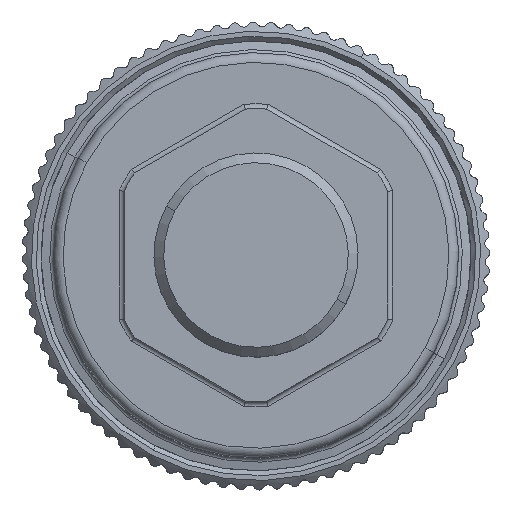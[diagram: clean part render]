
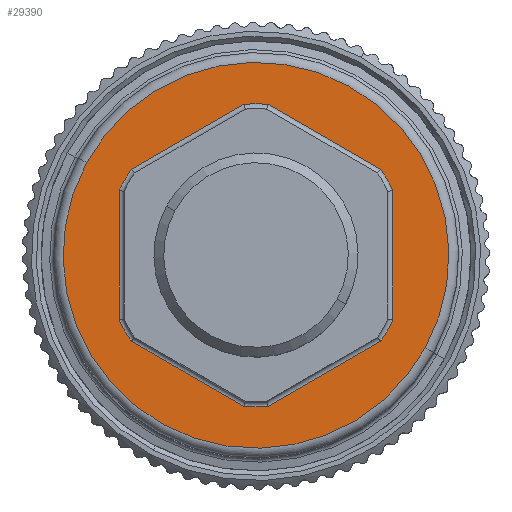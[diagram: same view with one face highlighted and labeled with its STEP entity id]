
A CAD part, top view. The second image highlights one B-rep face of the part: STEP entity #29390.
In plain terms, the highlighted planar face has unit normal (0, 0, 1).
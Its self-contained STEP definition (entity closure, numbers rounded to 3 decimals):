
#29241=CARTESIAN_POINT('Vertex',(-20.554,40.944,-11.065)) ;
#29244=CARTESIAN_POINT('Axis2P3D Location',(-37.886,50.413,-11.065)) ;
#29248=CARTESIAN_POINT('Vertex',(-55.219,59.882,-11.065)) ;
#29263=CARTESIAN_POINT('Axis2P3D Location',(-37.886,50.413,-11.065)) ;
#29275=CARTESIAN_POINT('Axis2P3D Location',(-52.886,50.413,-11.065)) ;
#29284=CARTESIAN_POINT('Axis2P3D Location',(-37.886,50.413,-11.065)) ;
#29288=CARTESIAN_POINT('Vertex',(-25.126,41.615,-11.065)) ;
#29290=CARTESIAN_POINT('Vertex',(-23.886,43.761,-11.065)) ;
#29293=CARTESIAN_POINT('Line Origine',(-30.886,38.289,-11.065)) ;
#29297=CARTESIAN_POINT('Vertex',(-36.647,34.963,-11.065)) ;
#29300=CARTESIAN_POINT('Axis2P3D Location',(-37.886,50.413,-11.065)) ;
#29304=CARTESIAN_POINT('Vertex',(-39.126,34.963,-11.065)) ;
#29307=CARTESIAN_POINT('Line Origine',(-44.886,38.289,-11.065)) ;
#29311=CARTESIAN_POINT('Vertex',(-50.647,41.615,-11.065)) ;
#29314=CARTESIAN_POINT('Axis2P3D Location',(-37.886,50.413,-11.065)) ;
#29318=CARTESIAN_POINT('Vertex',(-51.886,43.761,-11.065)) ;
#29321=CARTESIAN_POINT('Line Origine',(-51.886,50.413,-11.065)) ;
#29325=CARTESIAN_POINT('Vertex',(-51.886,57.065,-11.065)) ;
#29328=CARTESIAN_POINT('Axis2P3D Location',(-37.886,50.413,-11.065)) ;
#29332=CARTESIAN_POINT('Vertex',(-51.489,57.844,-11.065)) ;
#29335=CARTESIAN_POINT('Axis2P3D Location',(-37.886,50.413,-11.065)) ;
#29339=CARTESIAN_POINT('Vertex',(-50.647,59.211,-11.065)) ;
#29342=CARTESIAN_POINT('Line Origine',(-44.886,62.537,-11.065)) ;
#29346=CARTESIAN_POINT('Vertex',(-39.126,65.863,-11.065)) ;
#29349=CARTESIAN_POINT('Axis2P3D Location',(-37.886,50.413,-11.065)) ;
#29353=CARTESIAN_POINT('Vertex',(-36.647,65.863,-11.065)) ;
#29356=CARTESIAN_POINT('Line Origine',(-30.886,62.537,-11.065)) ;
#29360=CARTESIAN_POINT('Vertex',(-25.126,59.211,-11.065)) ;
#29363=CARTESIAN_POINT('Axis2P3D Location',(-37.886,50.413,-11.065)) ;
#29367=CARTESIAN_POINT('Vertex',(-23.886,57.065,-11.065)) ;
#29370=CARTESIAN_POINT('Line Origine',(-23.886,50.413,-11.065)) ;
#29245=DIRECTION('Axis2P3D Direction',(0.,0.,-1.)) ;
#29264=DIRECTION('Axis2P3D Direction',(0.,0.,-1.)) ;
#29276=DIRECTION('Axis2P3D Direction',(0.,0.,-1.)) ;
#29277=DIRECTION('Axis2P3D XDirection',(0.,1.,0.)) ;
#29285=DIRECTION('Axis2P3D Direction',(0.,0.,-1.)) ;
#29294=DIRECTION('Vector Direction',(-0.866,-0.5,0.)) ;
#29301=DIRECTION('Axis2P3D Direction',(0.,0.,-1.)) ;
#29308=DIRECTION('Vector Direction',(-0.866,0.5,0.)) ;
#29315=DIRECTION('Axis2P3D Direction',(0.,0.,-1.)) ;
#29322=DIRECTION('Vector Direction',(0.,1.,0.)) ;
#29329=DIRECTION('Axis2P3D Direction',(0.,0.,-1.)) ;
#29336=DIRECTION('Axis2P3D Direction',(0.,0.,-1.)) ;
#29343=DIRECTION('Vector Direction',(0.866,0.5,0.)) ;
#29350=DIRECTION('Axis2P3D Direction',(0.,0.,-1.)) ;
#29357=DIRECTION('Vector Direction',(0.866,-0.5,0.)) ;
#29364=DIRECTION('Axis2P3D Direction',(0.,0.,-1.)) ;
#29371=DIRECTION('Vector Direction',(0.,-1.,0.)) ;
#29246=AXIS2_PLACEMENT_3D('Circle Axis2P3D',#29244,#29245,$) ;
#29265=AXIS2_PLACEMENT_3D('Circle Axis2P3D',#29263,#29264,$) ;
#29278=AXIS2_PLACEMENT_3D('Plane Axis2P3D',#29275,#29276,#29277) ;
#29286=AXIS2_PLACEMENT_3D('Circle Axis2P3D',#29284,#29285,$) ;
#29302=AXIS2_PLACEMENT_3D('Circle Axis2P3D',#29300,#29301,$) ;
#29316=AXIS2_PLACEMENT_3D('Circle Axis2P3D',#29314,#29315,$) ;
#29330=AXIS2_PLACEMENT_3D('Circle Axis2P3D',#29328,#29329,$) ;
#29337=AXIS2_PLACEMENT_3D('Circle Axis2P3D',#29335,#29336,$) ;
#29351=AXIS2_PLACEMENT_3D('Circle Axis2P3D',#29349,#29350,$) ;
#29365=AXIS2_PLACEMENT_3D('Circle Axis2P3D',#29363,#29364,$) ;
#29281=ORIENTED_EDGE('',*,*,#29267,.F.) ;
#29282=ORIENTED_EDGE('',*,*,#29250,.F.) ;
#29376=ORIENTED_EDGE('',*,*,#29292,.F.) ;
#29377=ORIENTED_EDGE('',*,*,#29299,.T.) ;
#29378=ORIENTED_EDGE('',*,*,#29306,.T.) ;
#29379=ORIENTED_EDGE('',*,*,#29313,.T.) ;
#29380=ORIENTED_EDGE('',*,*,#29320,.T.) ;
#29381=ORIENTED_EDGE('',*,*,#29327,.T.) ;
#29382=ORIENTED_EDGE('',*,*,#29334,.F.) ;
#29383=ORIENTED_EDGE('',*,*,#29341,.T.) ;
#29384=ORIENTED_EDGE('',*,*,#29348,.T.) ;
#29385=ORIENTED_EDGE('',*,*,#29355,.T.) ;
#29386=ORIENTED_EDGE('',*,*,#29362,.T.) ;
#29387=ORIENTED_EDGE('',*,*,#29369,.T.) ;
#29388=ORIENTED_EDGE('',*,*,#29374,.T.) ;
#29389=FACE_BOUND('',#29375,.T.) ;
#29295=VECTOR('Line Direction',#29294,1.) ;
#29309=VECTOR('Line Direction',#29308,1.) ;
#29323=VECTOR('Line Direction',#29322,1.) ;
#29344=VECTOR('Line Direction',#29343,1.) ;
#29358=VECTOR('Line Direction',#29357,1.) ;
#29372=VECTOR('Line Direction',#29371,1.) ;
#29390=ADVANCED_FACE('PartBody',(#29283,#29389),#29279,.F.) ;
#29247=CIRCLE('generated circle',#29246,19.75) ;
#29266=CIRCLE('generated circle',#29265,19.75) ;
#29287=CIRCLE('generated circle',#29286,15.5) ;
#29303=CIRCLE('generated circle',#29302,15.5) ;
#29317=CIRCLE('generated circle',#29316,15.5) ;
#29331=CIRCLE('generated circle',#29330,15.5) ;
#29338=CIRCLE('generated circle',#29337,15.5) ;
#29352=CIRCLE('generated circle',#29351,15.5) ;
#29366=CIRCLE('generated circle',#29365,15.5) ;
#29250=EDGE_CURVE('',#29242,#29249,#29247,.T.) ;
#29267=EDGE_CURVE('',#29249,#29242,#29266,.T.) ;
#29292=EDGE_CURVE('',#29289,#29291,#29287,.F.) ;
#29299=EDGE_CURVE('',#29289,#29298,#29296,.T.) ;
#29306=EDGE_CURVE('',#29298,#29305,#29303,.T.) ;
#29313=EDGE_CURVE('',#29305,#29312,#29310,.T.) ;
#29320=EDGE_CURVE('',#29312,#29319,#29317,.T.) ;
#29327=EDGE_CURVE('',#29319,#29326,#29324,.T.) ;
#29334=EDGE_CURVE('',#29333,#29326,#29331,.F.) ;
#29341=EDGE_CURVE('',#29333,#29340,#29338,.T.) ;
#29348=EDGE_CURVE('',#29340,#29347,#29345,.T.) ;
#29355=EDGE_CURVE('',#29347,#29354,#29352,.T.) ;
#29362=EDGE_CURVE('',#29354,#29361,#29359,.T.) ;
#29369=EDGE_CURVE('',#29361,#29368,#29366,.T.) ;
#29374=EDGE_CURVE('',#29368,#29291,#29373,.T.) ;
#29280=EDGE_LOOP('',(#29281,#29282)) ;
#29375=EDGE_LOOP('',(#29376,#29377,#29378,#29379,#29380,#29381,#29382,#29383,#29384,#29385,#29386,#29387,#29388)) ;
#29283=FACE_OUTER_BOUND('',#29280,.T.) ;
#29296=LINE('Line',#29293,#29295) ;
#29310=LINE('Line',#29307,#29309) ;
#29324=LINE('Line',#29321,#29323) ;
#29345=LINE('Line',#29342,#29344) ;
#29359=LINE('Line',#29356,#29358) ;
#29373=LINE('Line',#29370,#29372) ;
#29279=PLANE('',#29278) ;
#29242=VERTEX_POINT('',#29241) ;
#29249=VERTEX_POINT('',#29248) ;
#29289=VERTEX_POINT('',#29288) ;
#29291=VERTEX_POINT('',#29290) ;
#29298=VERTEX_POINT('',#29297) ;
#29305=VERTEX_POINT('',#29304) ;
#29312=VERTEX_POINT('',#29311) ;
#29319=VERTEX_POINT('',#29318) ;
#29326=VERTEX_POINT('',#29325) ;
#29333=VERTEX_POINT('',#29332) ;
#29340=VERTEX_POINT('',#29339) ;
#29347=VERTEX_POINT('',#29346) ;
#29354=VERTEX_POINT('',#29353) ;
#29361=VERTEX_POINT('',#29360) ;
#29368=VERTEX_POINT('',#29367) ;
